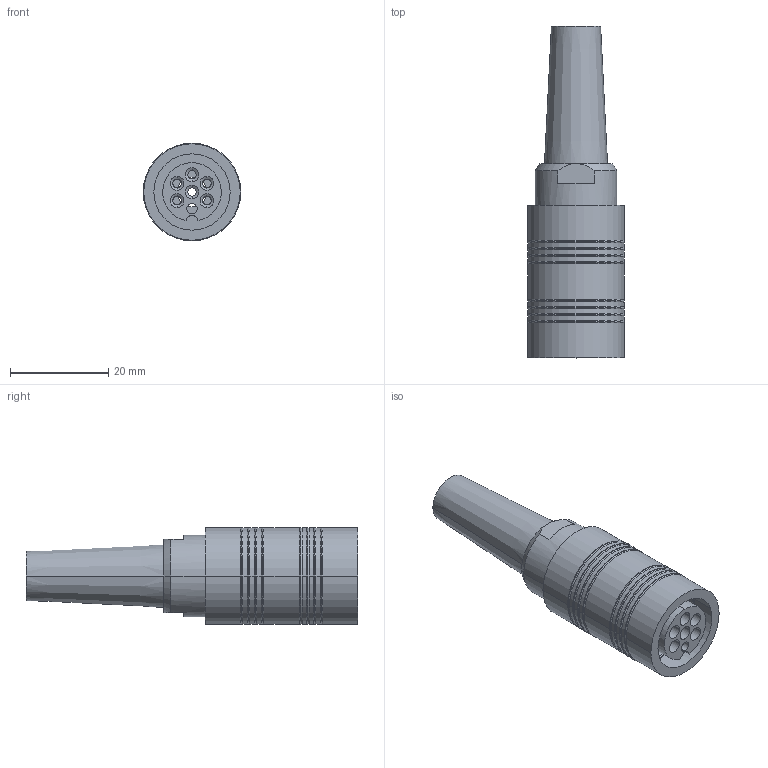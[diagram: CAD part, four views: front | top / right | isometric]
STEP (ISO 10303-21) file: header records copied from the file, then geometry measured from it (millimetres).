
FILE_DESCRIPTION(('STEP AP214'),'1');
FILE_NAME('tmp0.stp',' ',(' '),(' '),'XStep 1.0',' ',' ');
FILE_SCHEMA(('automotive_design'));
Length unit declared in the file: millimetre
Bounding box: 19.82 x 67.4 x 19.82 mm (x, y, z)
Surface area: 5604.1 mm2 (no closed solid volume)
Topology: 0 solids, 113 shells, 113 faces, 544 edges, 544 vertices
Faces by surface type: cone 52, cylinder 51, plane 10
Entity records: 6576 total; most frequent: CARTESIAN_POINT 1270, DIRECTION 1074, ORIENTED_EDGE 544, EDGE_CURVE 544, VERTEX_POINT 544, AXIS2_PLACEMENT_3D 428, CIRCLE 314, LINE 218
